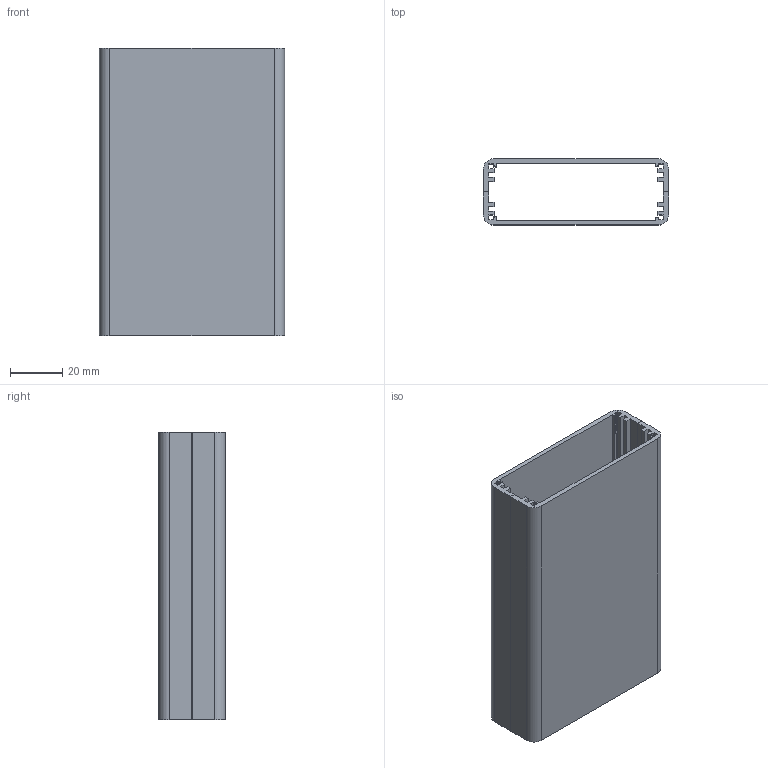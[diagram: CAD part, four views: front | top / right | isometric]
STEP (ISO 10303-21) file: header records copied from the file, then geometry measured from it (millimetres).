
FILE_DESCRIPTION((''),'2;1');
FILE_NAME('Extrusion_Body_Assy.stp','2013-12-09T11:51:11',('mstarkie'),(''),'Autodesk Inventor 2010','Autodesk Inventor 2010','');
FILE_SCHEMA(('AUTOMOTIVE_DESIGN { 1 0 10303 214 1 1 1 1 }'));
Length unit declared in the file: millimetre
Products named in the file (2): Extrusion_Assy; Extrusion
Assembly tree (1 placements, depth 2):
  Extrusion_Assy
    Extrusion
Bounding box: 71 x 25.4 x 110 mm (x, y, z)
Volume: 39629 mm3; surface area: 46207.4 mm2
Topology: 2 solids, 2 shells, 96 faces, 276 edges, 184 vertices
Faces by surface type: plane 42, bspline 40, cylinder 8, cone 6
Entity records: 3402 total; most frequent: CARTESIAN_POINT 903, ORIENTED_EDGE 552, DIRECTION 412, EDGE_CURVE 276, VECTOR 230, LINE 230, VERTEX_POINT 184, EDGE_LOOP 96
